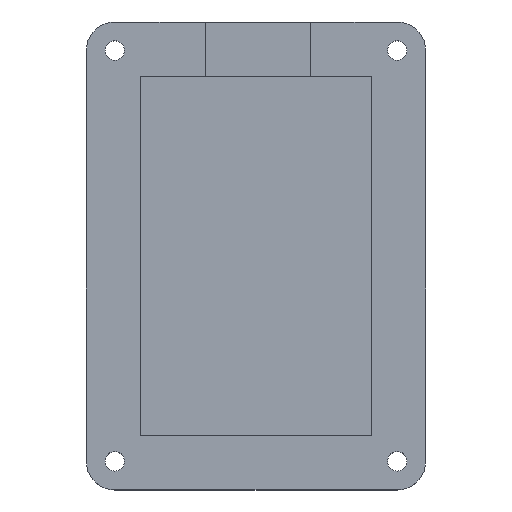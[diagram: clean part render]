
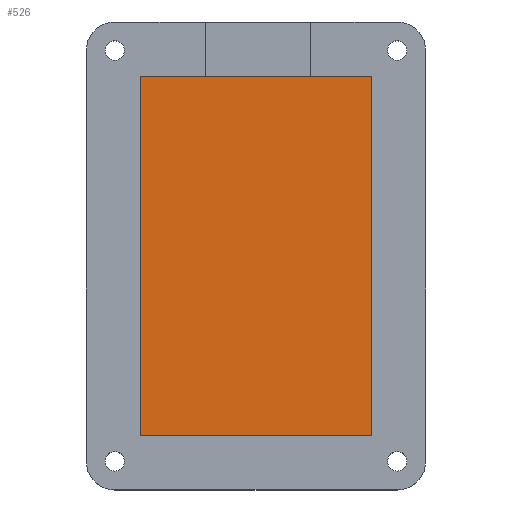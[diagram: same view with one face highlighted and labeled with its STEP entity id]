
A CAD part, top view. The second image highlights one B-rep face of the part: STEP entity #526.
In plain terms, the highlighted planar face has unit normal (0, 0, 1).
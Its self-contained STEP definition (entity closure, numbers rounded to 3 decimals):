
#36=PLANE('',#583);
#58=FACE_OUTER_BOUND('',#92,.T.);
#92=EDGE_LOOP('',(#417,#418,#419,#420));
#148=LINE('',#862,#196);
#149=LINE('',#864,#197);
#150=LINE('',#866,#198);
#151=LINE('',#867,#199);
#196=VECTOR('',#692,10.);
#197=VECTOR('',#693,10.);
#198=VECTOR('',#694,10.);
#199=VECTOR('',#695,10.);
#271=VERTEX_POINT('',#860);
#272=VERTEX_POINT('',#861);
#273=VERTEX_POINT('',#863);
#274=VERTEX_POINT('',#865);
#328=EDGE_CURVE('',#271,#272,#148,.T.);
#329=EDGE_CURVE('',#273,#271,#149,.T.);
#330=EDGE_CURVE('',#274,#273,#150,.T.);
#331=EDGE_CURVE('',#272,#274,#151,.T.);
#417=ORIENTED_EDGE('',*,*,#328,.F.);
#418=ORIENTED_EDGE('',*,*,#329,.F.);
#419=ORIENTED_EDGE('',*,*,#330,.F.);
#420=ORIENTED_EDGE('',*,*,#331,.F.);
#526=ADVANCED_FACE('',(#58),#36,.T.);
#583=AXIS2_PLACEMENT_3D('',#859,#690,#691);
#690=DIRECTION('center_axis',(0.,0.,1.));
#691=DIRECTION('ref_axis',(1.,0.,0.));
#692=DIRECTION('',(-1.,0.,0.));
#693=DIRECTION('',(0.,-1.,0.));
#694=DIRECTION('',(1.,0.,0.));
#695=DIRECTION('',(0.,1.,0.));
#859=CARTESIAN_POINT('Origin',(0.25,33.5,3.));
#860=CARTESIAN_POINT('',(20.5,2.,3.));
#861=CARTESIAN_POINT('',(-20.,2.,3.));
#862=CARTESIAN_POINT('',(10.375,2.,3.));
#863=CARTESIAN_POINT('',(20.5,65.,3.));
#864=CARTESIAN_POINT('',(20.5,49.25,3.));
#865=CARTESIAN_POINT('',(-20.,65.,3.));
#866=CARTESIAN_POINT('',(-9.875,65.,3.));
#867=CARTESIAN_POINT('',(-20.,17.75,3.));
